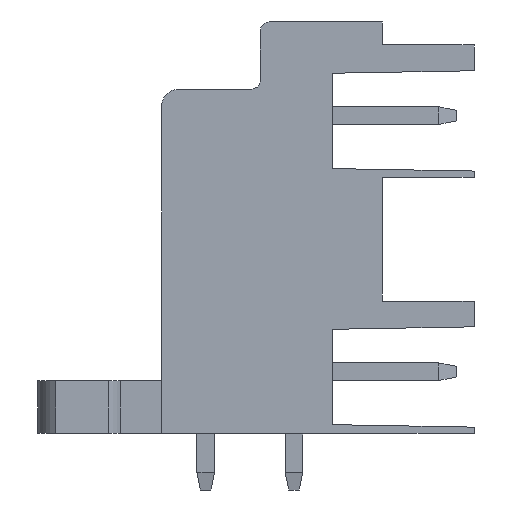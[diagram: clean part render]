
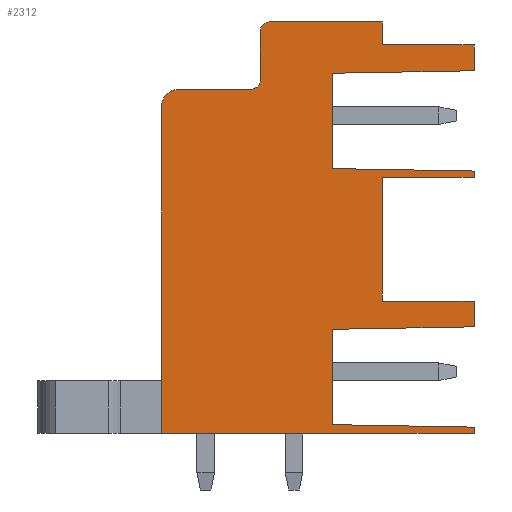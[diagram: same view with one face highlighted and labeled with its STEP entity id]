
A CAD part, left-side view. The second image highlights one B-rep face of the part: STEP entity #2312.
In plain terms, the highlighted planar face has unit normal (-1, 0, 0).
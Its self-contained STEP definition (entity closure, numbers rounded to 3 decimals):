
#1144=AXIS2_PLACEMENT_3D('Circle Axis2P3D',#1142,#1143,$) ;
#1206=AXIS2_PLACEMENT_3D('Circle Axis2P3D',#1204,#1205,$) ;
#1268=AXIS2_PLACEMENT_3D('Circle Axis2P3D',#1266,#1267,$) ;
#2285=AXIS2_PLACEMENT_3D('Plane Axis2P3D',#2282,#2283,#2284) ;
#49=CARTESIAN_POINT('Vertex',(0.,0.,3.56)) ;
#52=CARTESIAN_POINT('Line Origine',(0.,0.,3.38)) ;
#56=CARTESIAN_POINT('Vertex',(0.,0.,3.2)) ;
#87=CARTESIAN_POINT('Vertex',(0.,8.,3.7)) ;
#90=CARTESIAN_POINT('Line Origine',(0.,4.,3.63)) ;
#118=CARTESIAN_POINT('Vertex',(0.,8.,9.1)) ;
#121=CARTESIAN_POINT('Line Origine',(0.,8.,6.4)) ;
#455=CARTESIAN_POINT('Vertex',(0.,0.,9.24)) ;
#458=CARTESIAN_POINT('Line Origine',(0.,4.,9.17)) ;
#481=CARTESIAN_POINT('Vertex',(0.,0.,10.7)) ;
#484=CARTESIAN_POINT('Line Origine',(0.,0.,9.97)) ;
#512=CARTESIAN_POINT('Vertex',(0.,5.2,10.7)) ;
#515=CARTESIAN_POINT('Line Origine',(0.,2.6,10.7)) ;
#543=CARTESIAN_POINT('Vertex',(0.,5.2,17.7)) ;
#546=CARTESIAN_POINT('Line Origine',(0.,5.2,14.2)) ;
#574=CARTESIAN_POINT('Vertex',(0.,0.,17.7)) ;
#577=CARTESIAN_POINT('Line Origine',(0.,2.6,17.7)) ;
#600=CARTESIAN_POINT('Vertex',(0.,0.,18.06)) ;
#603=CARTESIAN_POINT('Line Origine',(0.,0.,17.88)) ;
#631=CARTESIAN_POINT('Vertex',(0.,8.,18.2)) ;
#634=CARTESIAN_POINT('Line Origine',(0.,4.,18.13)) ;
#657=CARTESIAN_POINT('Vertex',(0.,8.,23.6)) ;
#660=CARTESIAN_POINT('Line Origine',(0.,8.,20.9)) ;
#994=CARTESIAN_POINT('Vertex',(0.,0.,23.74)) ;
#997=CARTESIAN_POINT('Line Origine',(0.,4.,23.67)) ;
#1020=CARTESIAN_POINT('Vertex',(0.,0.,25.2)) ;
#1023=CARTESIAN_POINT('Line Origine',(0.,0.,24.47)) ;
#1051=CARTESIAN_POINT('Vertex',(0.,5.2,25.2)) ;
#1054=CARTESIAN_POINT('Line Origine',(0.,2.6,25.2)) ;
#1077=CARTESIAN_POINT('Vertex',(0.,5.2,26.5)) ;
#1080=CARTESIAN_POINT('Line Origine',(0.,5.2,25.85)) ;
#1108=CARTESIAN_POINT('Vertex',(0.,11.6,26.5)) ;
#1111=CARTESIAN_POINT('Line Origine',(0.,8.4,26.5)) ;
#1139=CARTESIAN_POINT('Vertex',(0.,12.1,26.)) ;
#1142=CARTESIAN_POINT('Axis2P3D Location',(0.,11.6,26.)) ;
#1170=CARTESIAN_POINT('Vertex',(0.,12.1,23.2)) ;
#1173=CARTESIAN_POINT('Line Origine',(0.,12.1,24.6)) ;
#1201=CARTESIAN_POINT('Vertex',(0.,12.6,22.7)) ;
#1204=CARTESIAN_POINT('Axis2P3D Location',(0.,12.6,23.2)) ;
#1232=CARTESIAN_POINT('Vertex',(0.,16.7,22.7)) ;
#1235=CARTESIAN_POINT('Line Origine',(0.,14.65,22.7)) ;
#1263=CARTESIAN_POINT('Vertex',(0.,17.7,21.7)) ;
#1266=CARTESIAN_POINT('Axis2P3D Location',(0.,16.7,21.7)) ;
#1345=CARTESIAN_POINT('Vertex',(0.,17.7,3.2)) ;
#1348=CARTESIAN_POINT('Line Origine',(0.,17.7,12.45)) ;
#1415=CARTESIAN_POINT('Line Origine',(0.,8.85,3.2)) ;
#2282=CARTESIAN_POINT('Axis2P3D Location',(0.,0.,0.)) ;
#53=DIRECTION('Vector Direction',(0.,0.,-1.)) ;
#91=DIRECTION('Vector Direction',(0.,-1.,-0.017)) ;
#122=DIRECTION('Vector Direction',(0.,0.,-1.)) ;
#459=DIRECTION('Vector Direction',(0.,1.,-0.017)) ;
#485=DIRECTION('Vector Direction',(0.,0.,-1.)) ;
#516=DIRECTION('Vector Direction',(0.,-1.,0.)) ;
#547=DIRECTION('Vector Direction',(0.,0.,-1.)) ;
#578=DIRECTION('Vector Direction',(0.,1.,0.)) ;
#604=DIRECTION('Vector Direction',(0.,0.,-1.)) ;
#635=DIRECTION('Vector Direction',(0.,-1.,-0.017)) ;
#661=DIRECTION('Vector Direction',(0.,0.,-1.)) ;
#998=DIRECTION('Vector Direction',(0.,1.,-0.017)) ;
#1024=DIRECTION('Vector Direction',(0.,0.,-1.)) ;
#1055=DIRECTION('Vector Direction',(0.,-1.,0.)) ;
#1081=DIRECTION('Vector Direction',(0.,0.,-1.)) ;
#1112=DIRECTION('Vector Direction',(0.,-1.,0.)) ;
#1143=DIRECTION('Axis2P3D Direction',(-1.,0.,0.)) ;
#1174=DIRECTION('Vector Direction',(0.,0.,1.)) ;
#1205=DIRECTION('Axis2P3D Direction',(-1.,0.,0.)) ;
#1236=DIRECTION('Vector Direction',(0.,-1.,0.)) ;
#1267=DIRECTION('Axis2P3D Direction',(-1.,0.,0.)) ;
#1349=DIRECTION('Vector Direction',(0.,0.,1.)) ;
#1416=DIRECTION('Vector Direction',(0.,1.,0.)) ;
#2283=DIRECTION('Axis2P3D Direction',(-1.,0.,0.)) ;
#2284=DIRECTION('Axis2P3D XDirection',(0.,-1.,0.)) ;
#54=VECTOR('Line Direction',#53,1.) ;
#92=VECTOR('Line Direction',#91,1.) ;
#123=VECTOR('Line Direction',#122,1.) ;
#460=VECTOR('Line Direction',#459,1.) ;
#486=VECTOR('Line Direction',#485,1.) ;
#517=VECTOR('Line Direction',#516,1.) ;
#548=VECTOR('Line Direction',#547,1.) ;
#579=VECTOR('Line Direction',#578,1.) ;
#605=VECTOR('Line Direction',#604,1.) ;
#636=VECTOR('Line Direction',#635,1.) ;
#662=VECTOR('Line Direction',#661,1.) ;
#999=VECTOR('Line Direction',#998,1.) ;
#1025=VECTOR('Line Direction',#1024,1.) ;
#1056=VECTOR('Line Direction',#1055,1.) ;
#1082=VECTOR('Line Direction',#1081,1.) ;
#1113=VECTOR('Line Direction',#1112,1.) ;
#1175=VECTOR('Line Direction',#1174,1.) ;
#1237=VECTOR('Line Direction',#1236,1.) ;
#1350=VECTOR('Line Direction',#1349,1.) ;
#1417=VECTOR('Line Direction',#1416,1.) ;
#2288=ORIENTED_EDGE('',*,*,#58,.T.) ;
#2289=ORIENTED_EDGE('',*,*,#94,.T.) ;
#2290=ORIENTED_EDGE('',*,*,#125,.T.) ;
#2291=ORIENTED_EDGE('',*,*,#462,.T.) ;
#2292=ORIENTED_EDGE('',*,*,#488,.T.) ;
#2293=ORIENTED_EDGE('',*,*,#519,.T.) ;
#2294=ORIENTED_EDGE('',*,*,#550,.T.) ;
#2295=ORIENTED_EDGE('',*,*,#581,.T.) ;
#2296=ORIENTED_EDGE('',*,*,#607,.T.) ;
#2297=ORIENTED_EDGE('',*,*,#638,.T.) ;
#2298=ORIENTED_EDGE('',*,*,#664,.T.) ;
#2299=ORIENTED_EDGE('',*,*,#1001,.T.) ;
#2300=ORIENTED_EDGE('',*,*,#1027,.T.) ;
#2301=ORIENTED_EDGE('',*,*,#1058,.T.) ;
#2302=ORIENTED_EDGE('',*,*,#1084,.T.) ;
#2303=ORIENTED_EDGE('',*,*,#1115,.T.) ;
#2304=ORIENTED_EDGE('',*,*,#1146,.T.) ;
#2305=ORIENTED_EDGE('',*,*,#1177,.T.) ;
#2306=ORIENTED_EDGE('',*,*,#1208,.T.) ;
#2307=ORIENTED_EDGE('',*,*,#1239,.T.) ;
#2308=ORIENTED_EDGE('',*,*,#1270,.T.) ;
#2309=ORIENTED_EDGE('',*,*,#1352,.T.) ;
#2310=ORIENTED_EDGE('',*,*,#1419,.T.) ;
#2312=ADVANCED_FACE('Housing',(#2311),#2286,.T.) ;
#1145=CIRCLE('generated circle',#1144,0.5) ;
#1207=CIRCLE('generated circle',#1206,0.5) ;
#1269=CIRCLE('generated circle',#1268,1.) ;
#58=EDGE_CURVE('',#57,#50,#55,.F.) ;
#94=EDGE_CURVE('',#50,#88,#93,.F.) ;
#125=EDGE_CURVE('',#88,#119,#124,.F.) ;
#462=EDGE_CURVE('',#119,#456,#461,.F.) ;
#488=EDGE_CURVE('',#456,#482,#487,.F.) ;
#519=EDGE_CURVE('',#482,#513,#518,.F.) ;
#550=EDGE_CURVE('',#513,#544,#549,.F.) ;
#581=EDGE_CURVE('',#544,#575,#580,.F.) ;
#607=EDGE_CURVE('',#575,#601,#606,.F.) ;
#638=EDGE_CURVE('',#601,#632,#637,.F.) ;
#664=EDGE_CURVE('',#632,#658,#663,.F.) ;
#1001=EDGE_CURVE('',#658,#995,#1000,.F.) ;
#1027=EDGE_CURVE('',#995,#1021,#1026,.F.) ;
#1058=EDGE_CURVE('',#1021,#1052,#1057,.F.) ;
#1084=EDGE_CURVE('',#1052,#1078,#1083,.F.) ;
#1115=EDGE_CURVE('',#1078,#1109,#1114,.F.) ;
#1146=EDGE_CURVE('',#1109,#1140,#1145,.T.) ;
#1177=EDGE_CURVE('',#1140,#1171,#1176,.F.) ;
#1208=EDGE_CURVE('',#1171,#1202,#1207,.F.) ;
#1239=EDGE_CURVE('',#1202,#1233,#1238,.F.) ;
#1270=EDGE_CURVE('',#1233,#1264,#1269,.T.) ;
#1352=EDGE_CURVE('',#1264,#1346,#1351,.F.) ;
#1419=EDGE_CURVE('',#1346,#57,#1418,.F.) ;
#2287=EDGE_LOOP('',(#2288,#2289,#2290,#2291,#2292,#2293,#2294,#2295,#2296,#2297,#2298,#2299,#2300,#2301,#2302,#2303,#2304,#2305,#2306,#2307,#2308,#2309,#2310)) ;
#2311=FACE_OUTER_BOUND('',#2287,.T.) ;
#55=LINE('Line',#52,#54) ;
#93=LINE('Line',#90,#92) ;
#124=LINE('Line',#121,#123) ;
#461=LINE('Line',#458,#460) ;
#487=LINE('Line',#484,#486) ;
#518=LINE('Line',#515,#517) ;
#549=LINE('Line',#546,#548) ;
#580=LINE('Line',#577,#579) ;
#606=LINE('Line',#603,#605) ;
#637=LINE('Line',#634,#636) ;
#663=LINE('Line',#660,#662) ;
#1000=LINE('Line',#997,#999) ;
#1026=LINE('Line',#1023,#1025) ;
#1057=LINE('Line',#1054,#1056) ;
#1083=LINE('Line',#1080,#1082) ;
#1114=LINE('Line',#1111,#1113) ;
#1176=LINE('Line',#1173,#1175) ;
#1238=LINE('Line',#1235,#1237) ;
#1351=LINE('Line',#1348,#1350) ;
#1418=LINE('Line',#1415,#1417) ;
#2286=PLANE('',#2285) ;
#50=VERTEX_POINT('',#49) ;
#57=VERTEX_POINT('',#56) ;
#88=VERTEX_POINT('',#87) ;
#119=VERTEX_POINT('',#118) ;
#456=VERTEX_POINT('',#455) ;
#482=VERTEX_POINT('',#481) ;
#513=VERTEX_POINT('',#512) ;
#544=VERTEX_POINT('',#543) ;
#575=VERTEX_POINT('',#574) ;
#601=VERTEX_POINT('',#600) ;
#632=VERTEX_POINT('',#631) ;
#658=VERTEX_POINT('',#657) ;
#995=VERTEX_POINT('',#994) ;
#1021=VERTEX_POINT('',#1020) ;
#1052=VERTEX_POINT('',#1051) ;
#1078=VERTEX_POINT('',#1077) ;
#1109=VERTEX_POINT('',#1108) ;
#1140=VERTEX_POINT('',#1139) ;
#1171=VERTEX_POINT('',#1170) ;
#1202=VERTEX_POINT('',#1201) ;
#1233=VERTEX_POINT('',#1232) ;
#1264=VERTEX_POINT('',#1263) ;
#1346=VERTEX_POINT('',#1345) ;
